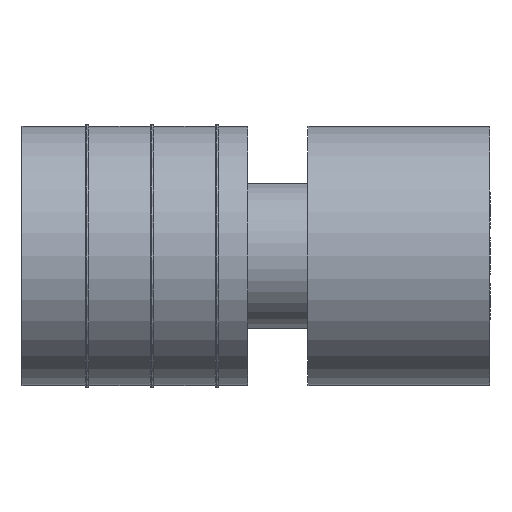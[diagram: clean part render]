
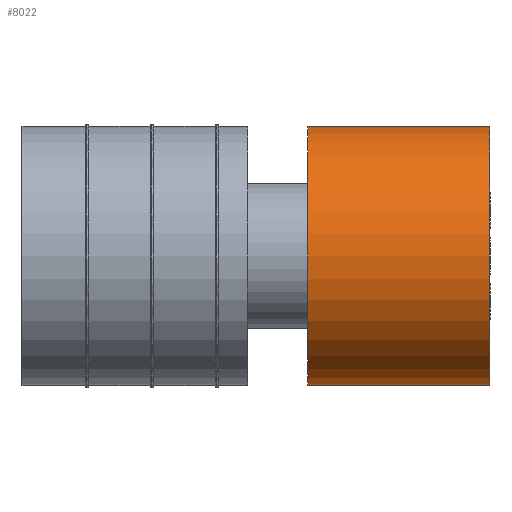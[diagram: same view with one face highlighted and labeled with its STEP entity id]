
A CAD part, left-side view. The second image highlights one B-rep face of the part: STEP entity #8022.
In plain terms, the highlighted cylindrical face has radius 5 mm (diameter 10 mm), a partial arc.
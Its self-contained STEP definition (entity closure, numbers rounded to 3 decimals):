
#2 = CARTESIAN_POINT ( 'NONE',  ( 0., -11., -5. ) ) ;
#22 = VECTOR ( 'NONE', #5812, 1000. ) ;
#349 = VERTEX_POINT ( 'NONE', #1193 ) ;
#359 = EDGE_CURVE ( 'NONE', #990, #9607, #8083, .T. ) ;
#438 = CIRCLE ( 'NONE', #2210, 5. ) ;
#498 = CARTESIAN_POINT ( 'NONE',  ( 0., -18., 5. ) ) ;
#735 = DIRECTION ( 'NONE',  ( 0., 0., -1. ) ) ;
#990 = VERTEX_POINT ( 'NONE', #2 ) ;
#1193 = CARTESIAN_POINT ( 'NONE',  ( 0., -18., 5. ) ) ;
#1691 = DIRECTION ( 'NONE',  ( 0., -1., 0. ) ) ;
#1880 = VERTEX_POINT ( 'NONE', #3627 ) ;
#1962 = CARTESIAN_POINT ( 'NONE',  ( 0., -18., -5. ) ) ;
#2020 = LINE ( 'NONE', #498, #22 ) ;
#2210 = AXIS2_PLACEMENT_3D ( 'NONE', #8358, #3783, #9122 ) ;
#2377 = CARTESIAN_POINT ( 'NONE',  ( 0., -18., -5. ) ) ;
#2719 = DIRECTION ( 'NONE',  ( 0., -1., 0. ) ) ;
#3627 = CARTESIAN_POINT ( 'NONE',  ( 0., -11., 5. ) ) ;
#3769 = ORIENTED_EDGE ( 'NONE', *, *, #359, .T. ) ;
#3783 = DIRECTION ( 'NONE',  ( 0., 1., 0. ) ) ;
#4016 = VECTOR ( 'NONE', #2719, 1000. ) ;
#4181 = EDGE_CURVE ( 'NONE', #990, #1880, #5973, .T. ) ;
#4204 = EDGE_LOOP ( 'NONE', ( #8743, #5263, #3769, #4847 ) ) ;
#4678 = AXIS2_PLACEMENT_3D ( 'NONE', #9839, #5290, #735 ) ;
#4847 = ORIENTED_EDGE ( 'NONE', *, *, #7869, .T. ) ;
#5263 = ORIENTED_EDGE ( 'NONE', *, *, #4181, .F. ) ;
#5290 = DIRECTION ( 'NONE',  ( 0., 1., 0. ) ) ;
#5558 = EDGE_CURVE ( 'NONE', #1880, #349, #2020, .T. ) ;
#5812 = DIRECTION ( 'NONE',  ( 0., -1., 0. ) ) ;
#5973 = CIRCLE ( 'NONE', #4678, 5. ) ;
#6268 = DIRECTION ( 'NONE',  ( 0., 0., -1. ) ) ;
#7352 = FACE_OUTER_BOUND ( 'NONE', #4204, .T. ) ;
#7869 = EDGE_CURVE ( 'NONE', #9607, #349, #438, .T. ) ;
#8022 = ADVANCED_FACE ( 'NONE', ( #7352 ), #9118, .T. ) ;
#8083 = LINE ( 'NONE', #1962, #4016 ) ;
#8358 = CARTESIAN_POINT ( 'NONE',  ( 0., -18., 0. ) ) ;
#8743 = ORIENTED_EDGE ( 'NONE', *, *, #5558, .F. ) ;
#8855 = AXIS2_PLACEMENT_3D ( 'NONE', #9323, #1691, #6268 ) ;
#9118 = CYLINDRICAL_SURFACE ( 'NONE', #8855, 5. ) ;
#9122 = DIRECTION ( 'NONE',  ( 0., 0., -1. ) ) ;
#9323 = CARTESIAN_POINT ( 'NONE',  ( 0., -18., 0. ) ) ;
#9607 = VERTEX_POINT ( 'NONE', #2377 ) ;
#9839 = CARTESIAN_POINT ( 'NONE',  ( 0., -11., 0. ) ) ;
